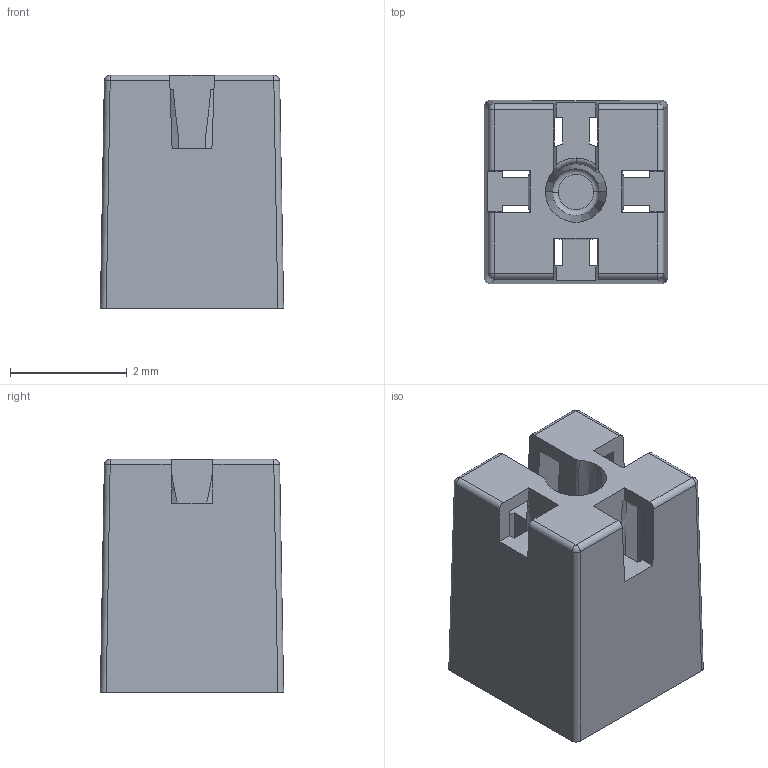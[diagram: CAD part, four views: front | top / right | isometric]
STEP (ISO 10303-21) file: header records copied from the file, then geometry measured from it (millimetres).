
FILE_DESCRIPTION(('STEP AP242'),'1');
FILE_NAME('0479480001.stp','2024-11-25T09:20:42',('TraceParts'),('TraceParts S.A.'),'Spatial InterOp 3D',' ',' ');
FILE_SCHEMA(('AP242_MANAGED_MODEL_BASED_3D_ENGINEERING_MIM_LF {1 0 10303 442 1 1 4}'));
Length unit declared in the file: millimetre
Products named in the file (1): 0479480001
Bounding box: 3.14 x 3.14 x 4 mm (x, y, z)
Volume: 19.2 mm3; surface area: 131.2 mm2
Topology: 1 solids, 1 shells, 76 faces, 252 edges, 164 vertices
Faces by surface type: plane 45, cylinder 16, cone 5, torus 4, sphere 4, bspline 2
Entity records: 2894 total; most frequent: CARTESIAN_POINT 595, ORIENTED_EDGE 504, DIRECTION 474, EDGE_CURVE 252, VERTEX_POINT 164, LINE 164, VECTOR 164, AXIS2_PLACEMENT_3D 155
